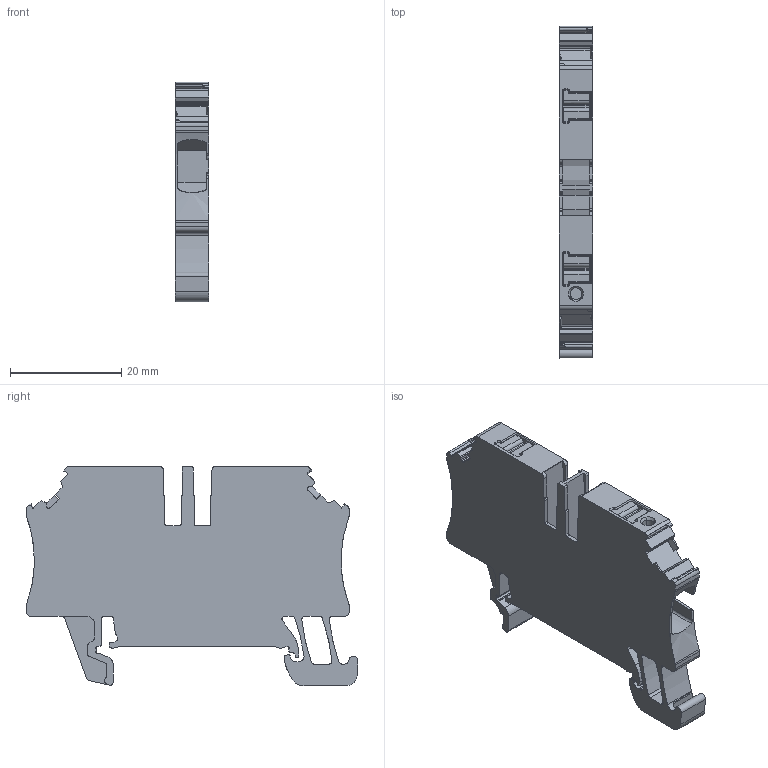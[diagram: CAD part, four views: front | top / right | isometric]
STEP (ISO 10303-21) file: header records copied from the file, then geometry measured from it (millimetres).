
FILE_DESCRIPTION(('CATIA V5 STEP Exchange','CAx-IF Rec.Pracs.--- Model Styling and Organization---1.4--- 2014-01-23'),'2;1');
FILE_NAME ('1434237-1_0', '2022-04-21T06:48:04+00:00', ('none'), ('Weidmueller'), 'CATIA Version 5-6 Release 2016 SP3 HF44', 'CATIA V5 STEP AP214', 'none');
FILE_SCHEMA(('AUTOMOTIVE_DESIGN { 1 0 10303 214 1 1 1 1 }'));
Length unit declared in the file: millimetre
Products named in the file (1): 2871880000
Bounding box: 6.1 x 59.53 x 39.4 mm (x, y, z)
Volume: 8865.1 mm3; surface area: 6549.1 mm2
Topology: 3 solids, 3 shells, 735 faces, 2041 edges, 1305 vertices
Faces by surface type: plane 285, cylinder 272, extrusion 111, cone 26, sphere 14, bspline 14, torus 13
Entity records: 25606 total; most frequent: CARTESIAN_POINT 7845, ORIENTED_EDGE 4054, DIRECTION 2920, EDGE_CURVE 2027, VECTOR 1339, VERTEX_POINT 1305, LINE 1228, AXIS2_PLACEMENT_3D 1037
